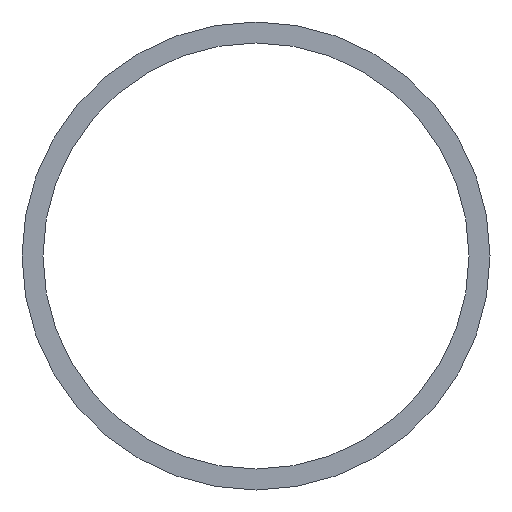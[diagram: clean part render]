
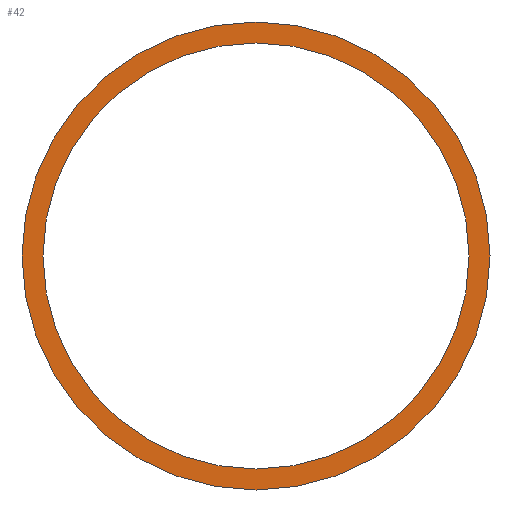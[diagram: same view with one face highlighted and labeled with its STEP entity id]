
A CAD part, front view. The second image highlights one B-rep face of the part: STEP entity #42.
In plain terms, the highlighted planar face has unit normal (0, -1, 0).
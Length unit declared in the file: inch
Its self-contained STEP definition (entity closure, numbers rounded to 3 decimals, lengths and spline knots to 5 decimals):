
#3 = FACE_BOUND ( 'NONE', #34, .T. ) ;
#7 = CIRCLE ( 'NONE', #107, 0.3125 ) ;
#11 = FACE_OUTER_BOUND ( 'NONE', #192, .T. ) ;
#26 = DIRECTION ( 'NONE',  ( 0., 0., 1. ) ) ;
#33 = EDGE_CURVE ( 'NONE', #177, #48, #121, .T. ) ;
#34 = EDGE_LOOP ( 'NONE', ( #157, #184 ) ) ;
#42 = ADVANCED_FACE ( 'NONE', ( #11, #3 ), #213, .F. ) ;
#43 = DIRECTION ( 'NONE',  ( 0., 1., 0. ) ) ;
#44 = CARTESIAN_POINT ( 'NONE',  ( 0., 0., 0. ) ) ;
#48 = VERTEX_POINT ( 'NONE', #117 ) ;
#49 = EDGE_CURVE ( 'NONE', #48, #177, #7, .T. ) ;
#61 = AXIS2_PLACEMENT_3D ( 'NONE', #174, #172, #171 ) ;
#64 = DIRECTION ( 'NONE',  ( 0., 0., 1. ) ) ;
#66 = DIRECTION ( 'NONE',  ( 0., 1., 0. ) ) ;
#67 = CARTESIAN_POINT ( 'NONE',  ( 0., 0., 0. ) ) ;
#74 = EDGE_CURVE ( 'NONE', #207, #225, #231, .T. ) ;
#87 = EDGE_CURVE ( 'NONE', #225, #207, #159, .T. ) ;
#91 = CARTESIAN_POINT ( 'NONE',  ( 0., 0., 0.2845 ) ) ;
#107 = AXIS2_PLACEMENT_3D ( 'NONE', #141, #138, #137 ) ;
#117 = CARTESIAN_POINT ( 'NONE',  ( 0., 0., 0.3125 ) ) ;
#121 = CIRCLE ( 'NONE', #61, 0.3125 ) ;
#122 = AXIS2_PLACEMENT_3D ( 'NONE', #44, #43, #26 ) ;
#130 = CARTESIAN_POINT ( 'NONE',  ( 0., 0., -0.2845 ) ) ;
#134 = AXIS2_PLACEMENT_3D ( 'NONE', #67, #66, #64 ) ;
#137 = DIRECTION ( 'NONE',  ( 0., 0., 1. ) ) ;
#138 = DIRECTION ( 'NONE',  ( 0., 1., 0. ) ) ;
#141 = CARTESIAN_POINT ( 'NONE',  ( 0., 0., 0. ) ) ;
#144 = CARTESIAN_POINT ( 'NONE',  ( 0., 0., -0.3125 ) ) ;
#152 = AXIS2_PLACEMENT_3D ( 'NONE', #212, #170, #167 ) ;
#157 = ORIENTED_EDGE ( 'NONE', *, *, #74, .T. ) ;
#159 = CIRCLE ( 'NONE', #122, 0.2845 ) ;
#167 = DIRECTION ( 'NONE',  ( 0., 0., 1. ) ) ;
#170 = DIRECTION ( 'NONE',  ( 0., 1., 0. ) ) ;
#171 = DIRECTION ( 'NONE',  ( 0., 0., 1. ) ) ;
#172 = DIRECTION ( 'NONE',  ( 0., 1., 0. ) ) ;
#174 = CARTESIAN_POINT ( 'NONE',  ( 0., 0., 0. ) ) ;
#177 = VERTEX_POINT ( 'NONE', #144 ) ;
#184 = ORIENTED_EDGE ( 'NONE', *, *, #87, .T. ) ;
#192 = EDGE_LOOP ( 'NONE', ( #194, #242 ) ) ;
#194 = ORIENTED_EDGE ( 'NONE', *, *, #33, .F. ) ;
#207 = VERTEX_POINT ( 'NONE', #130 ) ;
#212 = CARTESIAN_POINT ( 'NONE',  ( 0., 0., 0. ) ) ;
#213 = PLANE ( 'NONE',  #152 ) ;
#225 = VERTEX_POINT ( 'NONE', #91 ) ;
#231 = CIRCLE ( 'NONE', #134, 0.2845 ) ;
#242 = ORIENTED_EDGE ( 'NONE', *, *, #49, .F. ) ;
